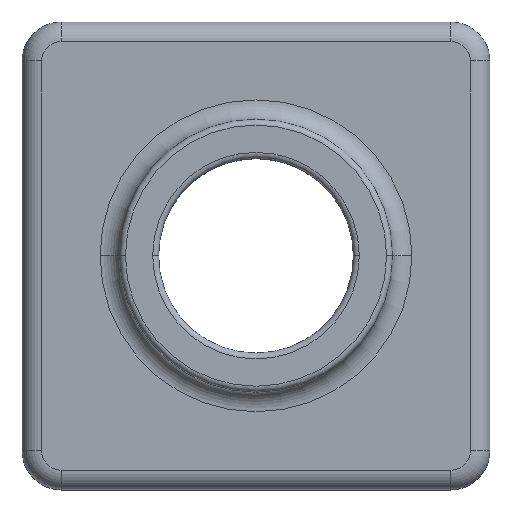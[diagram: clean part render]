
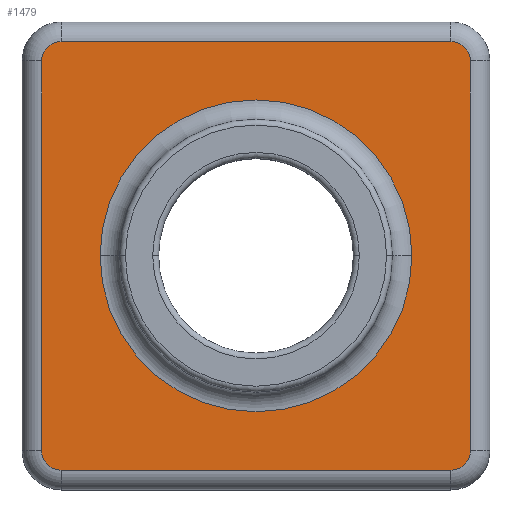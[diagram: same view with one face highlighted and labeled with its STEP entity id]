
A CAD part, top view. The second image highlights one B-rep face of the part: STEP entity #1479.
In plain terms, the highlighted planar face has unit normal (0, 0, 1).
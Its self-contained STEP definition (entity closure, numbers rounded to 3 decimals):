
#3 = DIRECTION ( 'NONE',  ( -1., 0., 0. ) ) ;
#5 = EDGE_CURVE ( 'NONE', #556, #1391, #1407, .T. ) ;
#20 = DIRECTION ( 'NONE',  ( -1., 0., 0. ) ) ;
#62 = AXIS2_PLACEMENT_3D ( 'NONE', #769, #165, #501 ) ;
#87 = CARTESIAN_POINT ( 'NONE',  ( 115., 0., 50. ) ) ;
#90 = VECTOR ( 'NONE', #127, 1000. ) ;
#91 = EDGE_LOOP ( 'NONE', ( #666, #958, #686, #530, #844, #728, #488, #903 ) ) ;
#92 = FACE_OUTER_BOUND ( 'NONE', #91, .T. ) ;
#103 = DIRECTION ( 'NONE',  ( 0., 0., -1. ) ) ;
#110 = AXIS2_PLACEMENT_3D ( 'NONE', #369, #842, #1328 ) ;
#127 = DIRECTION ( 'NONE',  ( 0., -1., 0. ) ) ;
#148 = LINE ( 'NONE', #621, #90 ) ;
#165 = DIRECTION ( 'NONE',  ( 0., 0., 1. ) ) ;
#184 = DIRECTION ( 'NONE',  ( -1., 0., 0. ) ) ;
#226 = CIRCLE ( 'NONE', #782, 5. ) ;
#252 = ORIENTED_EDGE ( 'NONE', *, *, #757, .T. ) ;
#253 = VERTEX_POINT ( 'NONE', #522 ) ;
#307 = CARTESIAN_POINT ( 'NONE',  ( 115., 10., 50. ) ) ;
#352 = DIRECTION ( 'NONE',  ( 0., 0., -1. ) ) ;
#354 = CARTESIAN_POINT ( 'NONE',  ( 10., 110., 50. ) ) ;
#355 = ORIENTED_EDGE ( 'NONE', *, *, #5, .T. ) ;
#369 = CARTESIAN_POINT ( 'NONE',  ( 110., 10., 50. ) ) ;
#370 = VERTEX_POINT ( 'NONE', #559 ) ;
#382 = CARTESIAN_POINT ( 'NONE',  ( 0., 115., 50. ) ) ;
#411 = VERTEX_POINT ( 'NONE', #1295 ) ;
#419 = CARTESIAN_POINT ( 'NONE',  ( 60., 60., 50. ) ) ;
#435 = DIRECTION ( 'NONE',  ( -1., 0., 0. ) ) ;
#445 = VECTOR ( 'NONE', #1266, 1000. ) ;
#459 = DIRECTION ( 'NONE',  ( -1., 0., 0. ) ) ;
#488 = ORIENTED_EDGE ( 'NONE', *, *, #1227, .T. ) ;
#501 = DIRECTION ( 'NONE',  ( -1., 0., 0. ) ) ;
#522 = CARTESIAN_POINT ( 'NONE',  ( 10., 5., 50. ) ) ;
#523 = AXIS2_PLACEMENT_3D ( 'NONE', #419, #901, #184 ) ;
#530 = ORIENTED_EDGE ( 'NONE', *, *, #960, .T. ) ;
#542 = CARTESIAN_POINT ( 'NONE',  ( 100., 60., 50. ) ) ;
#553 = EDGE_CURVE ( 'NONE', #411, #786, #148, .T. ) ;
#556 = VERTEX_POINT ( 'NONE', #825 ) ;
#559 = CARTESIAN_POINT ( 'NONE',  ( 115., 110., 50. ) ) ;
#581 = AXIS2_PLACEMENT_3D ( 'NONE', #673, #103, #435 ) ;
#621 = CARTESIAN_POINT ( 'NONE',  ( 5., 0., 50. ) ) ;
#650 = VECTOR ( 'NONE', #1245, 1000. ) ;
#666 = ORIENTED_EDGE ( 'NONE', *, *, #703, .T. ) ;
#673 = CARTESIAN_POINT ( 'NONE',  ( 60., 60., 50. ) ) ;
#685 = CARTESIAN_POINT ( 'NONE',  ( 110., 110., 50. ) ) ;
#686 = ORIENTED_EDGE ( 'NONE', *, *, #1093, .T. ) ;
#703 = EDGE_CURVE ( 'NONE', #1222, #370, #1155, .T. ) ;
#728 = ORIENTED_EDGE ( 'NONE', *, *, #1049, .T. ) ;
#729 = VERTEX_POINT ( 'NONE', #1418 ) ;
#757 = EDGE_CURVE ( 'NONE', #1391, #556, #1329, .T. ) ;
#769 = CARTESIAN_POINT ( 'NONE',  ( 10., 10., 50. ) ) ;
#782 = AXIS2_PLACEMENT_3D ( 'NONE', #685, #1054, #459 ) ;
#786 = VERTEX_POINT ( 'NONE', #1156 ) ;
#789 = CARTESIAN_POINT ( 'NONE',  ( 0., 5., 50. ) ) ;
#805 = VECTOR ( 'NONE', #921, 1000. ) ;
#808 = EDGE_CURVE ( 'NONE', #370, #831, #226, .T. ) ;
#814 = CARTESIAN_POINT ( 'NONE',  ( 0., 0., 50. ) ) ;
#825 = CARTESIAN_POINT ( 'NONE',  ( 20., 60., 50. ) ) ;
#827 = AXIS2_PLACEMENT_3D ( 'NONE', #354, #829, #20 ) ;
#829 = DIRECTION ( 'NONE',  ( 0., 0., 1. ) ) ;
#831 = VERTEX_POINT ( 'NONE', #1299 ) ;
#842 = DIRECTION ( 'NONE',  ( 0., 0., 1. ) ) ;
#844 = ORIENTED_EDGE ( 'NONE', *, *, #553, .T. ) ;
#876 = CIRCLE ( 'NONE', #62, 5. ) ;
#879 = EDGE_LOOP ( 'NONE', ( #355, #252 ) ) ;
#901 = DIRECTION ( 'NONE',  ( 0., 0., -1. ) ) ;
#903 = ORIENTED_EDGE ( 'NONE', *, *, #969, .T. ) ;
#918 = FACE_BOUND ( 'NONE', #879, .T. ) ;
#921 = DIRECTION ( 'NONE',  ( 0., 1., 0. ) ) ;
#929 = CIRCLE ( 'NONE', #110, 5. ) ;
#958 = ORIENTED_EDGE ( 'NONE', *, *, #808, .T. ) ;
#960 = EDGE_CURVE ( 'NONE', #729, #411, #1076, .T. ) ;
#969 = EDGE_CURVE ( 'NONE', #1308, #1222, #929, .T. ) ;
#1049 = EDGE_CURVE ( 'NONE', #786, #253, #876, .T. ) ;
#1054 = DIRECTION ( 'NONE',  ( 0., 0., 1. ) ) ;
#1076 = CIRCLE ( 'NONE', #827, 5. ) ;
#1084 = AXIS2_PLACEMENT_3D ( 'NONE', #814, #352, #3 ) ;
#1093 = EDGE_CURVE ( 'NONE', #831, #729, #1127, .T. ) ;
#1127 = LINE ( 'NONE', #382, #650 ) ;
#1155 = LINE ( 'NONE', #87, #805 ) ;
#1156 = CARTESIAN_POINT ( 'NONE',  ( 5., 10., 50. ) ) ;
#1222 = VERTEX_POINT ( 'NONE', #307 ) ;
#1227 = EDGE_CURVE ( 'NONE', #253, #1308, #1409, .T. ) ;
#1245 = DIRECTION ( 'NONE',  ( -1., 0., 0. ) ) ;
#1266 = DIRECTION ( 'NONE',  ( 1., 0., 0. ) ) ;
#1295 = CARTESIAN_POINT ( 'NONE',  ( 5., 110., 50. ) ) ;
#1299 = CARTESIAN_POINT ( 'NONE',  ( 110., 115., 50. ) ) ;
#1308 = VERTEX_POINT ( 'NONE', #1393 ) ;
#1328 = DIRECTION ( 'NONE',  ( -1., 0., 0. ) ) ;
#1329 = CIRCLE ( 'NONE', #581, 40. ) ;
#1391 = VERTEX_POINT ( 'NONE', #542 ) ;
#1393 = CARTESIAN_POINT ( 'NONE',  ( 110., 5., 50. ) ) ;
#1400 = PLANE ( 'NONE',  #1084 ) ;
#1407 = CIRCLE ( 'NONE', #523, 40. ) ;
#1409 = LINE ( 'NONE', #789, #445 ) ;
#1418 = CARTESIAN_POINT ( 'NONE',  ( 10., 115., 50. ) ) ;
#1479 = ADVANCED_FACE ( 'NONE', ( #92, #918 ), #1400, .F. ) ;
